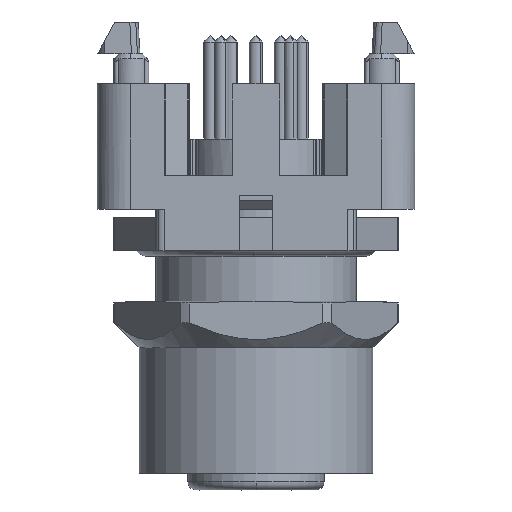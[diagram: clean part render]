
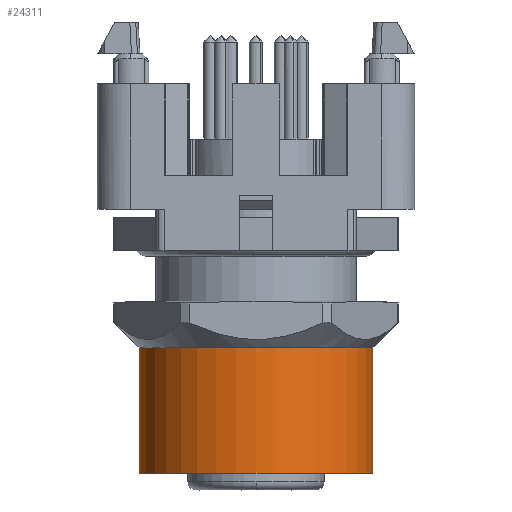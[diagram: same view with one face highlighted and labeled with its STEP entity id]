
A CAD part, front view. The second image highlights one B-rep face of the part: STEP entity #24311.
In plain terms, the highlighted cylindrical face has radius 7 mm (diameter 14 mm), a partial arc.
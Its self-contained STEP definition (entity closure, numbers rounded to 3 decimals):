
#24260=AXIS2_PLACEMENT_3D('Circle Axis2P3D',#24258,#24259,$) ;
#24284=AXIS2_PLACEMENT_3D('Cylinder Axis2P3D',#24281,#24282,#24283) ;
#24295=AXIS2_PLACEMENT_3D('Circle Axis2P3D',#24293,#24294,$) ;
#24258=CARTESIAN_POINT('Axis2P3D Location',(9.47,8.5,1.)) ;
#24262=CARTESIAN_POINT('Vertex',(16.47,8.5,1.)) ;
#24264=CARTESIAN_POINT('Vertex',(2.47,8.5,1.)) ;
#24281=CARTESIAN_POINT('Axis2P3D Location',(9.47,8.5,4.75)) ;
#24286=CARTESIAN_POINT('Line Origine',(16.47,8.5,4.75)) ;
#24290=CARTESIAN_POINT('Vertex',(16.47,8.5,8.5)) ;
#24293=CARTESIAN_POINT('Axis2P3D Location',(9.47,8.5,8.5)) ;
#24297=CARTESIAN_POINT('Vertex',(2.47,8.5,8.5)) ;
#24300=CARTESIAN_POINT('Line Origine',(2.47,8.5,4.75)) ;
#24259=DIRECTION('Axis2P3D Direction',(0.,0.,-1.)) ;
#24282=DIRECTION('Axis2P3D Direction',(0.,0.,-1.)) ;
#24283=DIRECTION('Axis2P3D XDirection',(1.,0.,0.)) ;
#24287=DIRECTION('Vector Direction',(0.,0.,-1.)) ;
#24294=DIRECTION('Axis2P3D Direction',(0.,0.,-1.)) ;
#24301=DIRECTION('Vector Direction',(0.,0.,-1.)) ;
#24288=VECTOR('Line Direction',#24287,1.) ;
#24302=VECTOR('Line Direction',#24301,1.) ;
#24306=ORIENTED_EDGE('',*,*,#24292,.T.) ;
#24307=ORIENTED_EDGE('',*,*,#24299,.T.) ;
#24308=ORIENTED_EDGE('',*,*,#24304,.T.) ;
#24309=ORIENTED_EDGE('',*,*,#24266,.F.) ;
#24311=ADVANCED_FACE('V2',(#24310),#24285,.T.) ;
#24261=CIRCLE('generated circle',#24260,7.) ;
#24296=CIRCLE('generated circle',#24295,7.) ;
#24285=CYLINDRICAL_SURFACE('generated cylinder',#24284,7.) ;
#24266=EDGE_CURVE('',#24263,#24265,#24261,.T.) ;
#24292=EDGE_CURVE('',#24263,#24291,#24289,.F.) ;
#24299=EDGE_CURVE('',#24291,#24298,#24296,.T.) ;
#24304=EDGE_CURVE('',#24298,#24265,#24303,.T.) ;
#24305=EDGE_LOOP('',(#24306,#24307,#24308,#24309)) ;
#24310=FACE_OUTER_BOUND('',#24305,.T.) ;
#24289=LINE('Line',#24286,#24288) ;
#24303=LINE('Line',#24300,#24302) ;
#24263=VERTEX_POINT('',#24262) ;
#24265=VERTEX_POINT('',#24264) ;
#24291=VERTEX_POINT('',#24290) ;
#24298=VERTEX_POINT('',#24297) ;
